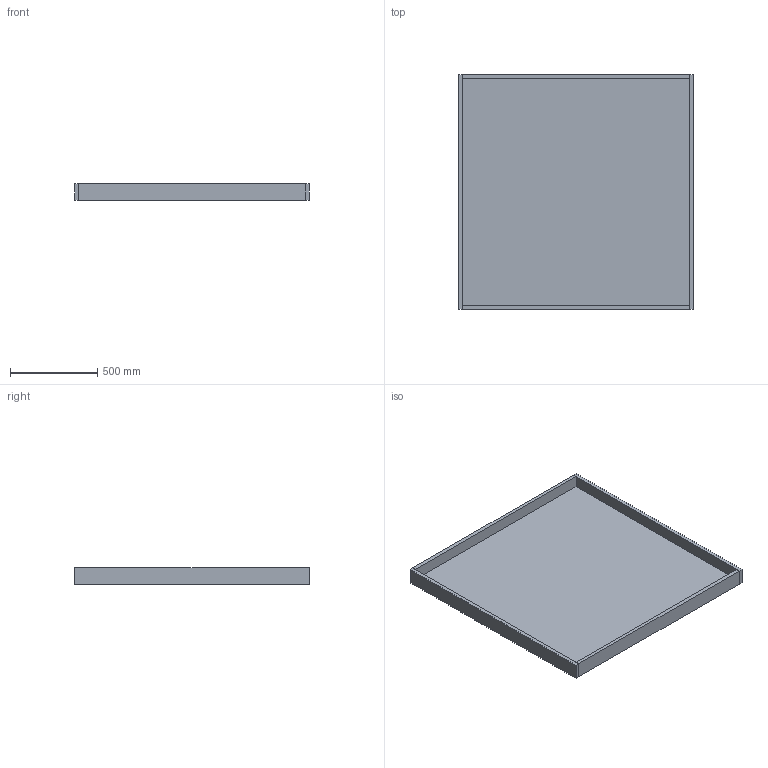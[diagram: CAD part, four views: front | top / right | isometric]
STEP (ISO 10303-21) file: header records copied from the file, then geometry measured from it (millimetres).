
FILE_DESCRIPTION(/* description */ (''),/* implementation_level */ '2;1');
FILE_NAME(/* name */ 'TABLE.step',/* time_stamp */ '2018-01-16T11:41:14+01:00',/* author */ (''),/* organization */ (''),/* preprocessor_version */ 'ST-DEVELOPER v16.13',/* originating_system */ 'Autodesk Translation Framework v6.5.0.72',/* authorisation */ '');
FILE_SCHEMA (('AUTOMOTIVE_DESIGN { 1 0 10303 214 3 1 1 }'));
Length unit declared in the file: millimetre
Products named in the file (4): TERRAIN_COURSE; PETIT_COTE; PLATEAU; GRAND_COTE
Assembly tree (5 placements, depth 2):
  TERRAIN_COURSE
    PETIT_COTE  x2
    PLATEAU
    GRAND_COTE  x2
Bounding box: 1344 x 1344 x 92 mm (x, y, z)
Volume: 47882912 mm3; surface area: 4716256 mm2
Topology: 5 solids, 5 shells, 30 faces, 60 edges, 40 vertices
Faces by surface type: plane 30
Entity records: 645 total; most frequent: DIRECTION 92, CARTESIAN_POINT 88, ORIENTED_EDGE 72, LINE 36, VECTOR 36, EDGE_CURVE 36, AXIS2_PLACEMENT_3D 28, VERTEX_POINT 24
